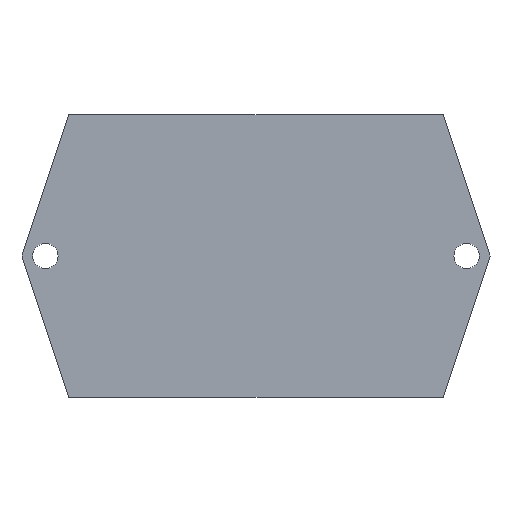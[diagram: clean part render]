
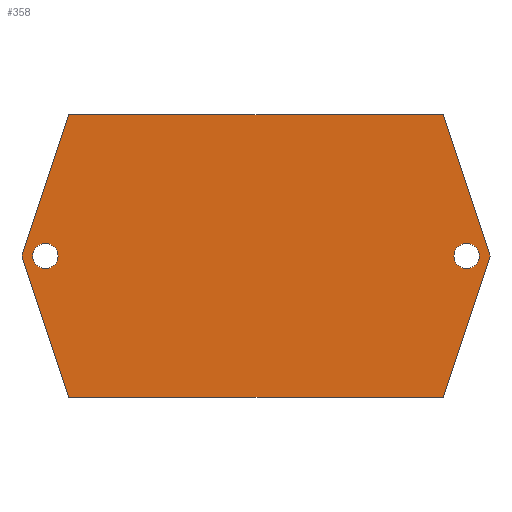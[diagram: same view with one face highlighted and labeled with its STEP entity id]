
A CAD part, front view. The second image highlights one B-rep face of the part: STEP entity #358.
In plain terms, the highlighted planar face has unit normal (0, -1, 0).
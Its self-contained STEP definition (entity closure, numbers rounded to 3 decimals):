
#29=LINE('',#576,#55);
#32=LINE('',#582,#58);
#36=LINE('',#588,#62);
#37=LINE('',#590,#63);
#39=LINE('',#594,#65);
#40=LINE('',#596,#66);
#55=VECTOR('',#479,40.);
#58=VECTOR('',#484,40.);
#62=VECTOR('',#490,15.906);
#63=VECTOR('',#493,15.906);
#65=VECTOR('',#497,15.906);
#66=VECTOR('',#500,15.906);
#83=PLANE('',#398);
#98=FACE_BOUND('',#162,.T.);
#99=FACE_BOUND('',#163,.T.);
#123=FACE_OUTER_BOUND('',#161,.T.);
#161=EDGE_LOOP('',(#320,#321,#322,#323,#324,#325));
#162=EDGE_LOOP('',(#326));
#163=EDGE_LOOP('',(#327));
#176=CIRCLE('',#389,1.35);
#177=CIRCLE('',#391,1.35);
#200=VERTEX_POINT('',#568);
#201=VERTEX_POINT('',#571);
#202=VERTEX_POINT('',#574);
#203=VERTEX_POINT('',#575);
#204=VERTEX_POINT('',#580);
#205=VERTEX_POINT('',#581);
#206=VERTEX_POINT('',#586);
#207=VERTEX_POINT('',#592);
#234=EDGE_CURVE('',#200,#200,#176,.T.);
#235=EDGE_CURVE('',#201,#201,#177,.T.);
#236=EDGE_CURVE('',#202,#203,#29,.T.);
#239=EDGE_CURVE('',#204,#205,#32,.T.);
#243=EDGE_CURVE('',#206,#202,#36,.T.);
#244=EDGE_CURVE('',#205,#206,#37,.T.);
#246=EDGE_CURVE('',#207,#204,#39,.T.);
#247=EDGE_CURVE('',#203,#207,#40,.T.);
#320=ORIENTED_EDGE('',*,*,#246,.F.);
#321=ORIENTED_EDGE('',*,*,#247,.F.);
#322=ORIENTED_EDGE('',*,*,#236,.F.);
#323=ORIENTED_EDGE('',*,*,#243,.F.);
#324=ORIENTED_EDGE('',*,*,#244,.F.);
#325=ORIENTED_EDGE('',*,*,#239,.F.);
#326=ORIENTED_EDGE('',*,*,#234,.T.);
#327=ORIENTED_EDGE('',*,*,#235,.T.);
#358=ADVANCED_FACE('',(#123,#98,#99),#83,.T.);
#389=AXIS2_PLACEMENT_3D('',#569,#471,#472);
#391=AXIS2_PLACEMENT_3D('',#572,#475,#476);
#398=AXIS2_PLACEMENT_3D('',#597,#501,#502);
#471=DIRECTION('center_axis',(0.,1.,0.));
#472=DIRECTION('ref_axis',(1.,0.,0.));
#475=DIRECTION('center_axis',(0.,1.,0.));
#476=DIRECTION('ref_axis',(1.,0.,0.));
#479=DIRECTION('',(-1.,0.,0.));
#484=DIRECTION('',(1.,0.,0.));
#490=DIRECTION('',(-0.314,0.,-0.949));
#493=DIRECTION('',(0.314,0.,-0.949));
#497=DIRECTION('',(0.314,0.,0.949));
#500=DIRECTION('',(-0.314,0.,0.949));
#501=DIRECTION('center_axis',(0.,-1.,0.));
#502=DIRECTION('ref_axis',(0.,0.,-1.));
#568=CARTESIAN_POINT('',(-3.85,0.,-15.1));
#569=CARTESIAN_POINT('Origin',(-2.5,0.,-15.1));
#571=CARTESIAN_POINT('',(41.15,0.,-15.1));
#572=CARTESIAN_POINT('Origin',(42.5,0.,-15.1));
#574=CARTESIAN_POINT('',(40.,0.,-30.2));
#575=CARTESIAN_POINT('',(0.,0.,-30.2));
#576=CARTESIAN_POINT('',(40.,0.,-30.2));
#580=CARTESIAN_POINT('',(0.,0.,0.));
#581=CARTESIAN_POINT('',(40.,0.,0.));
#582=CARTESIAN_POINT('',(0.,0.,0.));
#586=CARTESIAN_POINT('',(45.,0.,-15.1));
#588=CARTESIAN_POINT('',(45.,0.,-15.1));
#590=CARTESIAN_POINT('',(40.,0.,0.));
#592=CARTESIAN_POINT('',(-5.,0.,-15.1));
#594=CARTESIAN_POINT('',(-5.,0.,-15.1));
#596=CARTESIAN_POINT('',(0.,0.,-30.2));
#597=CARTESIAN_POINT('Origin',(-1.283,0.,-15.1));
